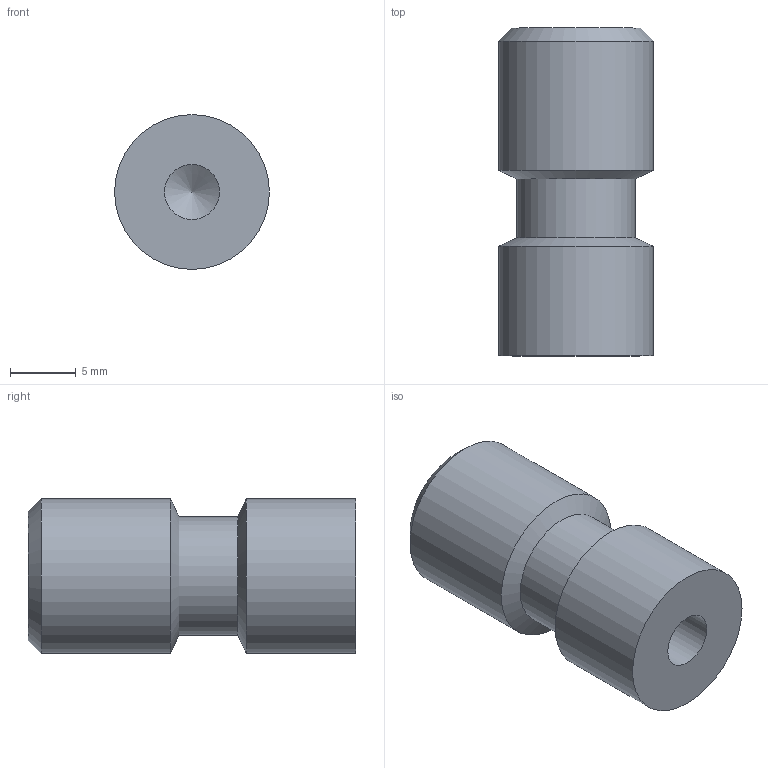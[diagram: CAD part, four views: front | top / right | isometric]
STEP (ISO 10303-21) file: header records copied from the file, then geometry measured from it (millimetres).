
FILE_DESCRIPTION(/* description */ (''),/* implementation_level */ '2;1');
FILE_NAME(/* name */ '5f46ac6a38339615d1278217',/* time_stamp */ '2020-08-26T18:39:39+00:00',/* author */ (''),/* organization */ (''),/* preprocessor_version */ 'ST-DEVELOPER v16.7',/* originating_system */ $,/* authorisation */ $);
FILE_SCHEMA (('AUTOMOTIVE_DESIGN {1 0 10303 214 3 1 1}'));
Length unit declared in the file: metre
Products named in the file (1): wallfixation-inner
Bounding box: 11.8 x 25 x 11.8 mm (x, y, z)
Volume: 2371.1 mm3; surface area: 1235.4 mm2
Topology: 1 solids, 1 shells, 10 faces, 19 edges, 11 vertices
Faces by surface type: cylinder 4, cone 4, plane 2
Full cylindrical faces by diameter (mm): 4.2 x1, 9 x1, 11.8 x2
Entity records: 228 total; most frequent: DIRECTION 40, CARTESIAN_POINT 30, AXIS2_PLACEMENT_3D 20, FACE_BOUND 19, ORIENTED_EDGE 18, EDGE_LOOP 18, VERTEX_POINT 10, ADVANCED_FACE 10
